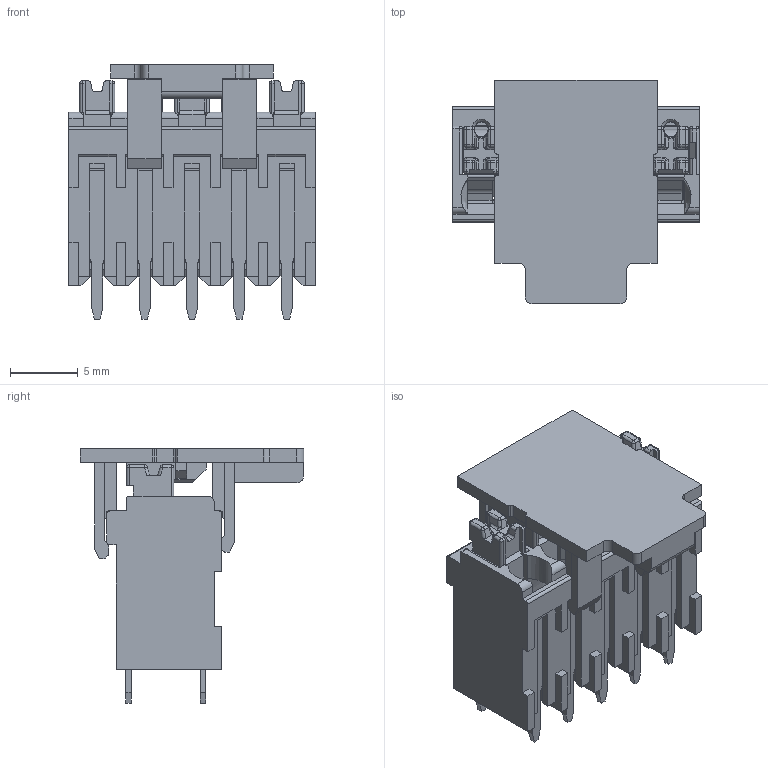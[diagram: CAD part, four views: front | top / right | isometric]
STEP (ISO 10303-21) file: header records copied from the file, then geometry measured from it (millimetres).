
FILE_DESCRIPTION(/* description */ ('Unknown'),/* implementation_level */ '2;1');
FILE_NAME(/* name */ '691810100305',/* time_stamp */ '2022-10-11T16:09:27+02:00',/* author */ ('Unknown'),/* organization */ ('Unknown'),/* preprocessor_version */ 'ST-DEVELOPER v18.102',/* originating_system */ 'Solid Edge',/* authorisation */ 'Unknown');
FILE_SCHEMA (('AUTOMOTIVE_DESIGN {1 0 10303 214 3 1 1}'));
Length unit declared in the file: millimetre
Products named in the file (6): 6918101003xx; 691410100005; 6918101000xx_SolderPin; 6914101000xx_SpringClamp; 6914101000xx_Lever; 6918101003xx_Cap2
Assembly tree (17 placements, depth 2):
  6918101003xx
    691410100005
    6918101000xx_SolderPin  x5
    6914101000xx_SpringClamp  x5
    6914101000xx_Lever  x5
    6918101003xx_Cap2
Bounding box: 18.2 x 16.5 x 18.8 mm (x, y, z)
Volume: 1265.6 mm3; surface area: 4241.3 mm2
Topology: 17 solids, 17 shells, 1851 faces, 5073 edges, 3163 vertices
Faces by surface type: plane 1155, cylinder 515, sphere 81, bspline 70, torus 20, cone 10
Entity records: 26631 total; most frequent: CARTESIAN_POINT 5120, ORIENTED_EDGE 4592, DIRECTION 4268, EDGE_CURVE 2296, LINE 1870, VECTOR 1870, VERTEX_POINT 1467, AXIS2_PLACEMENT_3D 1199
